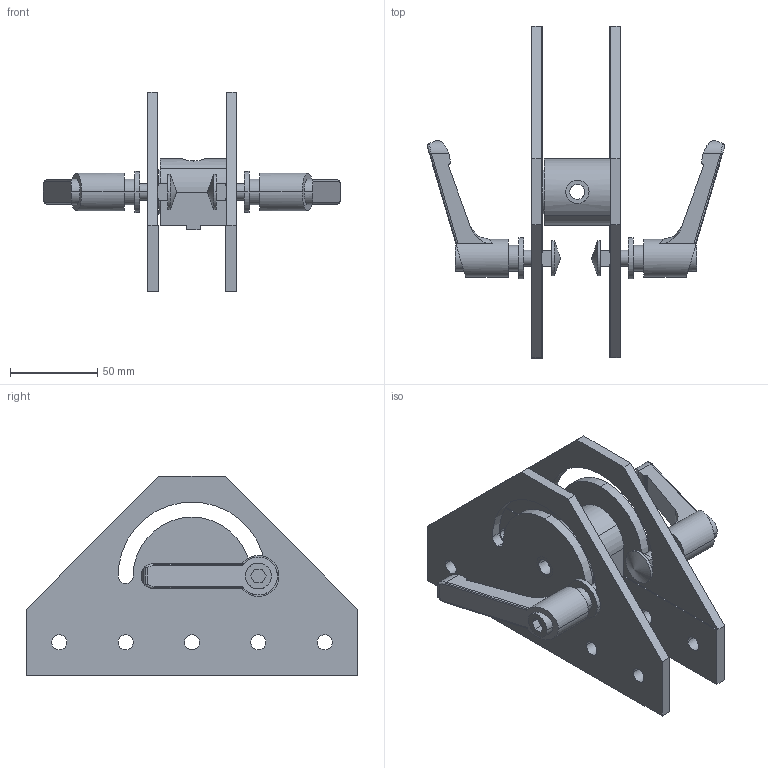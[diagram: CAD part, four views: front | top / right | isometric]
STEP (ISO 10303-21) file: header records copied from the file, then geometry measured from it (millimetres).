
FILE_DESCRIPTION((''),'2;1');
FILE_NAME('15HI8883.stp','2006-03-13T15:32:38',('Shawn Mantel'),('Faztek, LLC'),'Mechanical Desktop 2005','Mechanical Desktop 2005',', , ');
FILE_SCHEMA(('CONFIG_CONTROL_DESIGN'));
Length unit declared in the file: inch
Products named in the file (1): Product
Bounding box: 170.61 x 190.5 x 114.3 mm (x, y, z)
Volume: 263258.2 mm3; surface area: 100654.1 mm2
Topology: 13 solids, 13 shells, 248 faces, 617 edges, 404 vertices
Faces by surface type: cylinder 124, plane 78, bspline 42, cone 4
Entity records: 8768 total; most frequent: CARTESIAN_POINT 2754, ORIENTED_EDGE 1226, DIRECTION 1209, EDGE_CURVE 613, AXIS2_PLACEMENT_3D 457, VERTEX_POINT 404, EDGE_LOOP 307, VECTOR 295
